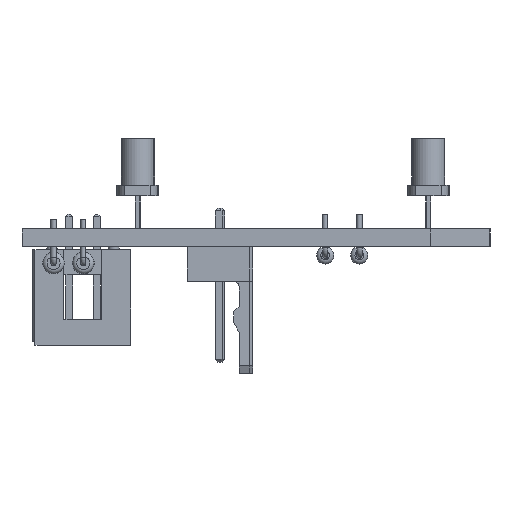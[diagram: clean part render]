
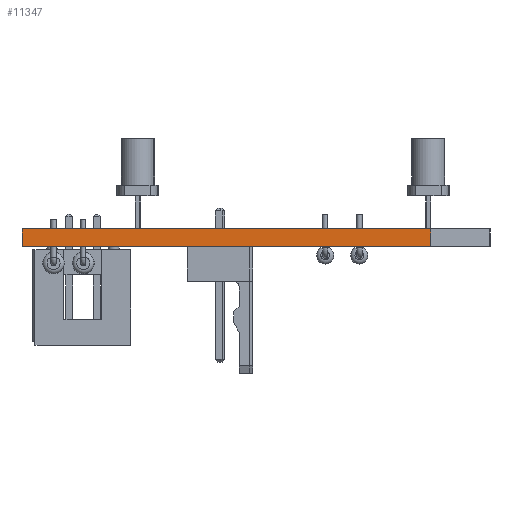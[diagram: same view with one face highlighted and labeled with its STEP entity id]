
A CAD part, left-side view. The second image highlights one B-rep face of the part: STEP entity #11347.
In plain terms, the highlighted planar face has unit normal (-1, 0, 0).
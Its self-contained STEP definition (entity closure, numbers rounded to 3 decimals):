
#10299 = EDGE_CURVE('',#10300,#10302,#10304,.T.);
#10300 = VERTEX_POINT('',#10301);
#10301 = CARTESIAN_POINT('',(50.246,-55.589,0.));
#10302 = VERTEX_POINT('',#10303);
#10303 = CARTESIAN_POINT('',(50.246,-55.589,1.6));
#10304 = LINE('',#10305,#10306);
#10305 = CARTESIAN_POINT('',(50.246,-55.589,0.));
#10306 = VECTOR('',#10307,1.);
#10307 = DIRECTION('',(0.,0.,1.));
#10372 = VERTEX_POINT('',#10373);
#10373 = CARTESIAN_POINT('',(50.246,-93.339,0.));
#10379 = EDGE_CURVE('',#10372,#10300,#10380,.T.);
#10380 = LINE('',#10381,#10382);
#10381 = CARTESIAN_POINT('',(50.246,-93.339,0.));
#10382 = VECTOR('',#10383,1.);
#10383 = DIRECTION('',(0.,1.,0.));
#10867 = VERTEX_POINT('',#10868);
#10868 = CARTESIAN_POINT('',(50.246,-93.339,1.6));
#10874 = EDGE_CURVE('',#10867,#10302,#10875,.T.);
#10875 = LINE('',#10876,#10877);
#10876 = CARTESIAN_POINT('',(50.246,-93.339,1.6));
#10877 = VECTOR('',#10878,1.);
#10878 = DIRECTION('',(0.,1.,0.));
#11347 = ADVANCED_FACE('',(#11348),#11359,.T.);
#11348 = FACE_BOUND('',#11349,.T.);
#11349 = EDGE_LOOP('',(#11350,#11356,#11357,#11358));
#11350 = ORIENTED_EDGE('',*,*,#11351,.T.);
#11351 = EDGE_CURVE('',#10372,#10867,#11352,.T.);
#11352 = LINE('',#11353,#11354);
#11353 = CARTESIAN_POINT('',(50.246,-93.339,0.));
#11354 = VECTOR('',#11355,1.);
#11355 = DIRECTION('',(0.,0.,1.));
#11356 = ORIENTED_EDGE('',*,*,#10874,.T.);
#11357 = ORIENTED_EDGE('',*,*,#10299,.F.);
#11358 = ORIENTED_EDGE('',*,*,#10379,.F.);
#11359 = PLANE('',#11360);
#11360 = AXIS2_PLACEMENT_3D('',#11361,#11362,#11363);
#11361 = CARTESIAN_POINT('',(50.246,-93.339,0.));
#11362 = DIRECTION('',(-1.,0.,0.));
#11363 = DIRECTION('',(0.,1.,0.));
